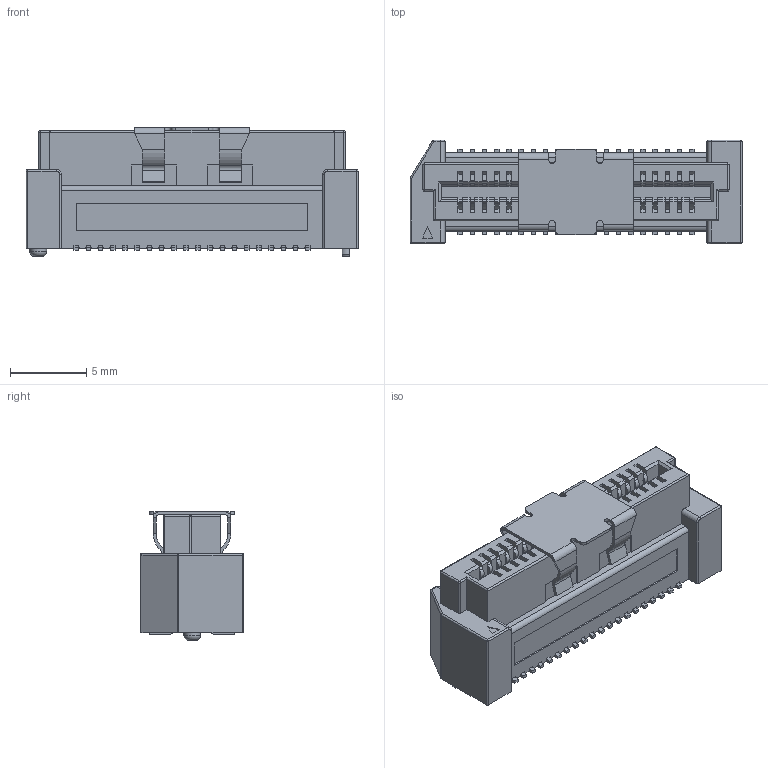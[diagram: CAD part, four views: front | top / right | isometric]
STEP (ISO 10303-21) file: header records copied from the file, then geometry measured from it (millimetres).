
FILE_DESCRIPTION(/* description */ ('Unknown'),/* implementation_level */ '2;1');
FILE_NAME(/* name */ '658807713040',/* time_stamp */ '2018-10-10T17:03:02+02:00',/* author */ ('Unknown'),/* organization */ ('Unknown'),/* preprocessor_version */ 'ST-DEVELOPER v16.7',/* originating_system */ 'DEX',/* authorisation */ $);
FILE_SCHEMA (('AUTOMOTIVE_DESIGN {1 0 10303 214 3 1 1}'));
Length unit declared in the file: millimetre
Products named in the file (4): 658807713xxx; 658807713040_Housing; 658807713xxx_Pin; Small Cap
Assembly tree (42 placements, depth 2):
  658807713xxx
    658807713040_Housing
    658807713xxx_Pin  x40
    Small Cap
Bounding box: 21.8 x 6.8 x 8.45 mm (x, y, z)
Volume: 553.5 mm3; surface area: 2103.6 mm2
Topology: 42 solids, 42 shells, 3502 faces, 9694 edges, 6196 vertices
Faces by surface type: plane 2377, cylinder 789, bspline 320, sphere 9, torus 7
Full cylindrical faces by diameter (mm): 1.1 x1
Entity records: 52603 total; most frequent: CARTESIAN_POINT 9530, ORIENTED_EDGE 9382, DIRECTION 8486, EDGE_CURVE 4691, LINE 4030, VECTOR 4030, VERTEX_POINT 3076, AXIS2_PLACEMENT_3D 2228
